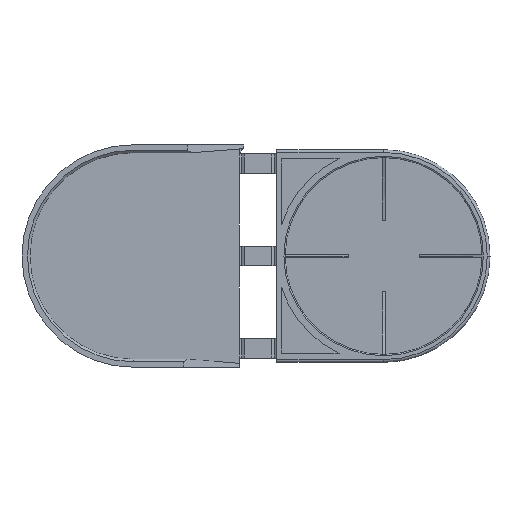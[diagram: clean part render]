
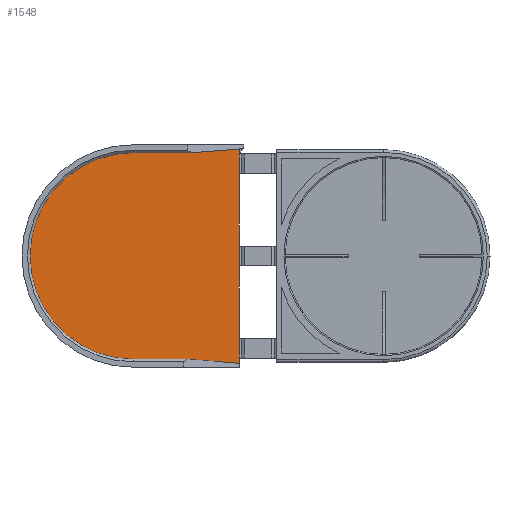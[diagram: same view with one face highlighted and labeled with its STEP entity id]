
A CAD part, front view. The second image highlights one B-rep face of the part: STEP entity #1548.
In plain terms, the highlighted planar face has unit normal (0, -1, 0).
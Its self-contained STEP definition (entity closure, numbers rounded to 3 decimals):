
#68 = LINE ( 'NONE', #2054, #1087 ) ;
#99 = DIRECTION ( 'NONE',  ( 0., 0., 1. ) ) ;
#133 = VECTOR ( 'NONE', #321, 1000. ) ;
#163 = VERTEX_POINT ( 'NONE', #1798 ) ;
#177 = ORIENTED_EDGE ( 'NONE', *, *, #867, .T. ) ;
#193 = CARTESIAN_POINT ( 'NONE',  ( -51.8, 23.5, 0. ) ) ;
#195 = CARTESIAN_POINT ( 'NONE',  ( -89.8, 23.5, 0. ) ) ;
#204 = ORIENTED_EDGE ( 'NONE', *, *, #2653, .T. ) ;
#247 = LINE ( 'NONE', #1566, #1509 ) ;
#270 = ORIENTED_EDGE ( 'NONE', *, *, #1856, .T. ) ;
#284 = AXIS2_PLACEMENT_3D ( 'NONE', #1874, #972, #2740 ) ;
#321 = DIRECTION ( 'NONE',  ( 0., 0., 1. ) ) ;
#486 = VECTOR ( 'NONE', #2383, 1000. ) ;
#516 = VERTEX_POINT ( 'NONE', #2694 ) ;
#547 = EDGE_CURVE ( 'NONE', #1578, #1975, #68, .T. ) ;
#558 = VECTOR ( 'NONE', #1353, 1000. ) ;
#611 = CARTESIAN_POINT ( 'NONE',  ( -51.8, 23.5, 0. ) ) ;
#617 = DIRECTION ( 'NONE',  ( -1., 0., 0. ) ) ;
#644 = ORIENTED_EDGE ( 'NONE', *, *, #1944, .T. ) ;
#696 = CARTESIAN_POINT ( 'NONE',  ( -51.8, 23.5, 3.5 ) ) ;
#712 = ORIENTED_EDGE ( 'NONE', *, *, #1831, .T. ) ;
#719 = CARTESIAN_POINT ( 'NONE',  ( -89.8, 23.5, -38.5 ) ) ;
#749 = CARTESIAN_POINT ( 'NONE',  ( -51.8, 23.5, 0. ) ) ;
#851 = FACE_OUTER_BOUND ( 'NONE', #1822, .T. ) ;
#867 = EDGE_CURVE ( 'NONE', #1214, #1284, #247, .T. ) ;
#964 = ORIENTED_EDGE ( 'NONE', *, *, #2546, .T. ) ;
#972 = DIRECTION ( 'NONE',  ( 0., -1., 0. ) ) ;
#1012 = AXIS2_PLACEMENT_3D ( 'NONE', #1737, #1060, #617 ) ;
#1057 = VECTOR ( 'NONE', #1953, 1000. ) ;
#1060 = DIRECTION ( 'NONE',  ( 0., 1., 0. ) ) ;
#1087 = VECTOR ( 'NONE', #99, 1000. ) ;
#1095 = VERTEX_POINT ( 'NONE', #2157 ) ;
#1147 = LINE ( 'NONE', #1552, #2220 ) ;
#1202 = VERTEX_POINT ( 'NONE', #719 ) ;
#1214 = VERTEX_POINT ( 'NONE', #2680 ) ;
#1284 = VERTEX_POINT ( 'NONE', #1350 ) ;
#1350 = CARTESIAN_POINT ( 'NONE',  ( -51.8, 23.5, -36.608 ) ) ;
#1353 = DIRECTION ( 'NONE',  ( 0., 0., 1. ) ) ;
#1453 = VECTOR ( 'NONE', #2299, 1000. ) ;
#1487 = CIRCLE ( 'NONE', #2580, 38.5 ) ;
#1490 = CARTESIAN_POINT ( 'NONE',  ( -51.8, 23.5, 38.5 ) ) ;
#1493 = ORIENTED_EDGE ( 'NONE', *, *, #2113, .F. ) ;
#1506 = EDGE_CURVE ( 'NONE', #1095, #1578, #1912, .T. ) ;
#1509 = VECTOR ( 'NONE', #2632, 1000. ) ;
#1548 = ADVANCED_FACE ( 'NONE', ( #851 ), #2125, .F. ) ;
#1552 = CARTESIAN_POINT ( 'NONE',  ( 0., 23.5, 38.5 ) ) ;
#1566 = CARTESIAN_POINT ( 'NONE',  ( -51.8, 23.5, 0. ) ) ;
#1578 = VERTEX_POINT ( 'NONE', #2152 ) ;
#1592 = CARTESIAN_POINT ( 'NONE',  ( -51.8, 23.5, -29.608 ) ) ;
#1627 = DIRECTION ( 'NONE',  ( 0., 0., 1. ) ) ;
#1692 = ORIENTED_EDGE ( 'NONE', *, *, #2432, .T. ) ;
#1737 = CARTESIAN_POINT ( 'NONE',  ( 0., 23.5, 0. ) ) ;
#1755 = EDGE_CURVE ( 'NONE', #1202, #1214, #1854, .T. ) ;
#1798 = CARTESIAN_POINT ( 'NONE',  ( -128.3, 23.5, 0. ) ) ;
#1822 = EDGE_LOOP ( 'NONE', ( #177, #644, #964, #270, #712, #2469, #2519, #1493, #204, #1692, #2417 ) ) ;
#1831 = EDGE_CURVE ( 'NONE', #2135, #1095, #2076, .T. ) ;
#1854 = LINE ( 'NONE', #2722, #1453 ) ;
#1856 = EDGE_CURVE ( 'NONE', #516, #2135, #2751, .T. ) ;
#1874 = CARTESIAN_POINT ( 'NONE',  ( -89.8, 23.5, 0. ) ) ;
#1905 = LINE ( 'NONE', #611, #486 ) ;
#1912 = LINE ( 'NONE', #193, #1057 ) ;
#1940 = DIRECTION ( 'NONE',  ( 0., -1., 0. ) ) ;
#1944 = EDGE_CURVE ( 'NONE', #1284, #2091, #1905, .T. ) ;
#1953 = DIRECTION ( 'NONE',  ( 0., 0., 1. ) ) ;
#1975 = VERTEX_POINT ( 'NONE', #1490 ) ;
#2004 = CARTESIAN_POINT ( 'NONE',  ( -89.8, 23.5, 38.5 ) ) ;
#2054 = CARTESIAN_POINT ( 'NONE',  ( -51.8, 23.5, 0. ) ) ;
#2075 = VERTEX_POINT ( 'NONE', #2004 ) ;
#2076 = LINE ( 'NONE', #749, #133 ) ;
#2091 = VERTEX_POINT ( 'NONE', #1592 ) ;
#2113 = EDGE_CURVE ( 'NONE', #2075, #1975, #1147, .T. ) ;
#2125 = PLANE ( 'NONE',  #1012 ) ;
#2135 = VERTEX_POINT ( 'NONE', #696 ) ;
#2152 = CARTESIAN_POINT ( 'NONE',  ( -51.8, 23.5, 36.608 ) ) ;
#2157 = CARTESIAN_POINT ( 'NONE',  ( -51.8, 23.5, 29.608 ) ) ;
#2168 = DIRECTION ( 'NONE',  ( -1., 0., 0. ) ) ;
#2220 = VECTOR ( 'NONE', #2659, 1000. ) ;
#2227 = CARTESIAN_POINT ( 'NONE',  ( -51.8, 23.5, 0. ) ) ;
#2299 = DIRECTION ( 'NONE',  ( 1., 0., 0. ) ) ;
#2383 = DIRECTION ( 'NONE',  ( 0., 0., 1. ) ) ;
#2417 = ORIENTED_EDGE ( 'NONE', *, *, #1755, .T. ) ;
#2432 = EDGE_CURVE ( 'NONE', #163, #1202, #1487, .T. ) ;
#2469 = ORIENTED_EDGE ( 'NONE', *, *, #1506, .T. ) ;
#2519 = ORIENTED_EDGE ( 'NONE', *, *, #547, .T. ) ;
#2546 = EDGE_CURVE ( 'NONE', #2091, #516, #2682, .T. ) ;
#2580 = AXIS2_PLACEMENT_3D ( 'NONE', #195, #1940, #2168 ) ;
#2632 = DIRECTION ( 'NONE',  ( 0., 0., 1. ) ) ;
#2653 = EDGE_CURVE ( 'NONE', #2075, #163, #2752, .T. ) ;
#2659 = DIRECTION ( 'NONE',  ( 1., 0., 0. ) ) ;
#2680 = CARTESIAN_POINT ( 'NONE',  ( -51.8, 23.5, -38.5 ) ) ;
#2682 = LINE ( 'NONE', #2227, #558 ) ;
#2691 = CARTESIAN_POINT ( 'NONE',  ( -51.8, 23.5, 0. ) ) ;
#2694 = CARTESIAN_POINT ( 'NONE',  ( -51.8, 23.5, -3.5 ) ) ;
#2722 = CARTESIAN_POINT ( 'NONE',  ( 0., 23.5, -38.5 ) ) ;
#2740 = DIRECTION ( 'NONE',  ( -1., 0., 0. ) ) ;
#2751 = LINE ( 'NONE', #2691, #2775 ) ;
#2752 = CIRCLE ( 'NONE', #284, 38.5 ) ;
#2775 = VECTOR ( 'NONE', #1627, 1000. ) ;
